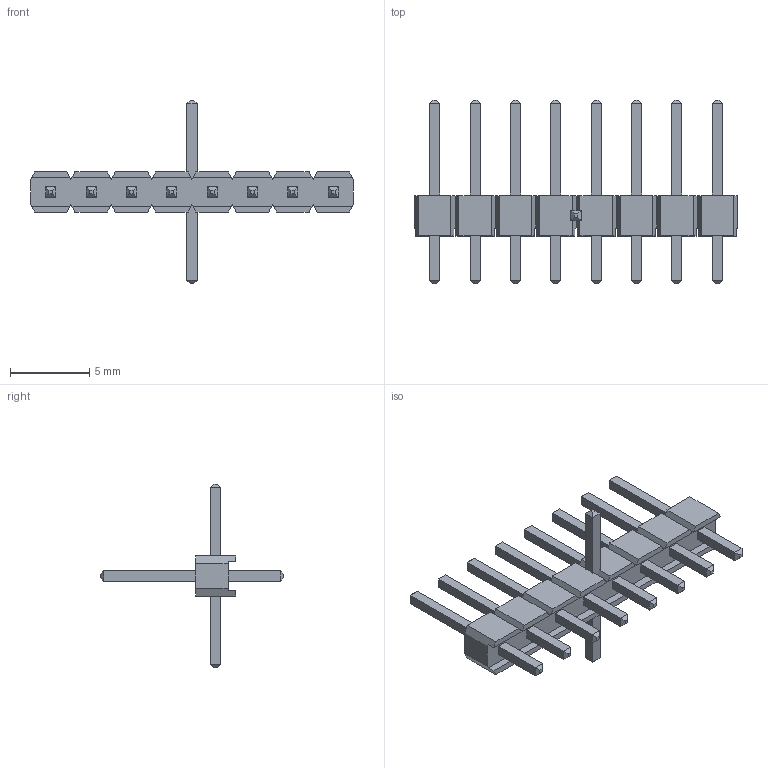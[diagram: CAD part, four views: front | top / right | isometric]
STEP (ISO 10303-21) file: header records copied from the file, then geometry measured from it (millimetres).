
FILE_DESCRIPTION( ( 'Unknown' ), '1' );
FILE_NAME( '61100811121.stp', 'Unknown', ( 'Unknown' ), ( 'Unknown' ), 'PSStep 14.0', 'Unknown', ' ' );
FILE_SCHEMA( ( 'AUTOMOTIVE_DESIGN { 1 0 10303 214 1 1 1 1 }' ) );
Length unit declared in the file: millimetre
Products named in the file (3): Assem1; 6130xx11121_PIN; 61300811121
Bounding box: 20.32 x 11.54 x 11.54 mm (x, y, z)
Volume: 244 mm3; surface area: 838.7 mm2
Topology: 11 solids, 11 shells, 358 faces, 936 edges, 600 vertices
Faces by surface type: plane 358
Entity records: 5286 total; most frequent: CARTESIAN_POINT 754, ORIENTED_EDGE 740, DIRECTION 650, EDGE_CURVE 370, LINE 370, VECTOR 370, VERTEX_POINT 244, EDGE_LOOP 146
